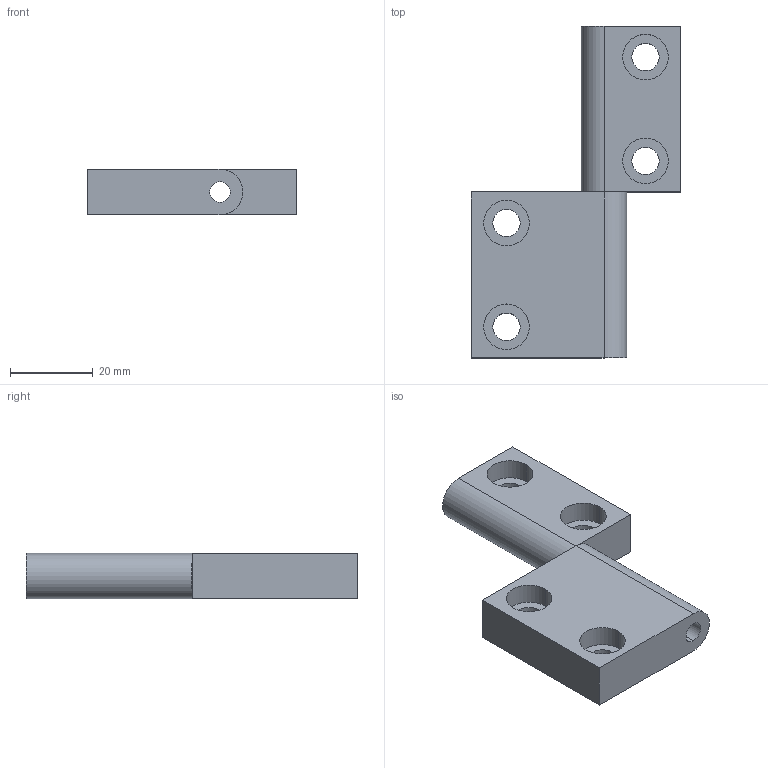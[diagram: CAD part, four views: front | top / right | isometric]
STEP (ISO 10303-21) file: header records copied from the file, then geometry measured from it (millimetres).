
FILE_DESCRIPTION (( 'STEP AP203' ), '1' );
FILE_NAME ('084.502.002.STEP', '2015-06-05T12:45:25', ( '' ), ( '' ), 'SwSTEP 2.0', 'SolidWorks 2012', '' );
FILE_SCHEMA (( 'CONFIG_CONTROL_DESIGN' ));
Length unit declared in the file: millimetre
Products named in the file (3): 084.502.000 ALETTE_ALETTA 2; 084.502.002; 084.502.000 ALETTE_ALETTA 1
Assembly tree (2 placements, depth 2):
  084.502.002
    084.502.000 ALETTE_ALETTA 1
    084.502.000 ALETTE_ALETTA 2
Bounding box: 50.5 x 80 x 11 mm (x, y, z)
Volume: 21728.8 mm3; surface area: 9696.5 mm2
Topology: 2 solids, 2 shells, 36 faces, 84 edges, 56 vertices
Faces by surface type: cylinder 22, plane 14
Entity records: 1381 total; most frequent: DIRECTION 210, CARTESIAN_POINT 181, ORIENTED_EDGE 168, AXIS2_PLACEMENT_3D 85, EDGE_CURVE 84, VERTEX_POINT 56, EDGE_LOOP 52, CIRCLE 44
